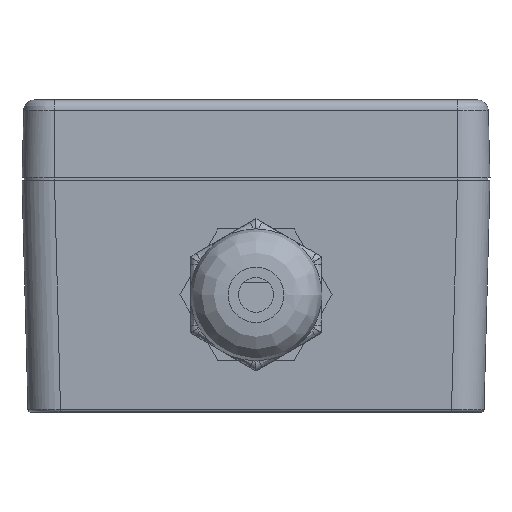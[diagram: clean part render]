
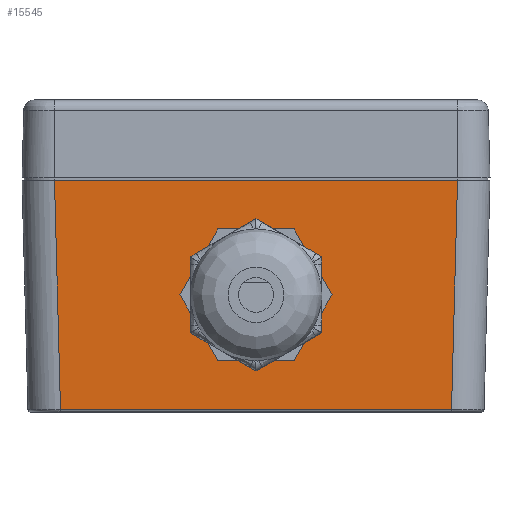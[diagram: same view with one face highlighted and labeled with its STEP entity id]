
A CAD part, front view. The second image highlights one B-rep face of the part: STEP entity #15545.
In plain terms, the highlighted face is planar.
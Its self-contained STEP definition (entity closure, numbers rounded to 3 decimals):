
#1313=LINE('',#27867,#2408);
#1340=LINE('',#28693,#2435);
#1341=LINE('',#28696,#2436);
#1342=LINE('',#28697,#2437);
#2408=VECTOR('',#18675,1000.);
#2435=VECTOR('',#18822,1000.);
#2436=VECTOR('',#18825,1000.);
#2437=VECTOR('',#18826,1000.);
#3313=PLANE('',#16701);
#4191=FACE_BOUND('',#5705,.T.);
#4624=FACE_OUTER_BOUND('',#5704,.T.);
#5704=EDGE_LOOP('',(#11855,#11856,#11857,#11858));
#5705=EDGE_LOOP('',(#11859));
#6462=ELLIPSE('',#16258,8.153,8.15);
#6620=VERTEX_POINT('',#21277);
#7115=VERTEX_POINT('',#27840);
#7117=VERTEX_POINT('',#27864);
#7165=VERTEX_POINT('',#28691);
#7166=VERTEX_POINT('',#28695);
#8113=EDGE_CURVE('',#6620,#6620,#6462,.T.);
#8801=EDGE_CURVE('',#7117,#7115,#1313,.T.);
#8894=EDGE_CURVE('',#7165,#7117,#1340,.T.);
#8895=EDGE_CURVE('',#7165,#7166,#1341,.T.);
#8896=EDGE_CURVE('',#7166,#7115,#1342,.T.);
#11855=ORIENTED_EDGE('',*,*,#8894,.F.);
#11856=ORIENTED_EDGE('',*,*,#8895,.T.);
#11857=ORIENTED_EDGE('',*,*,#8896,.T.);
#11858=ORIENTED_EDGE('',*,*,#8801,.F.);
#11859=ORIENTED_EDGE('',*,*,#8113,.T.);
#15545=ADVANCED_FACE('',(#4624,#4191),#3313,.T.);
#16258=AXIS2_PLACEMENT_3D('',#21278,#17569,#17570);
#16701=AXIS2_PLACEMENT_3D('',#28694,#18823,#18824);
#17569=DIRECTION('center_axis',(0.,1.,
-0.026));
#17570=DIRECTION('ref_axis',(0.,0.026,1.));
#18675=DIRECTION('',(1.,0.,0.));
#18822=DIRECTION('',(0.026,0.026,0.999));
#18823=DIRECTION('center_axis',(0.,-1.,
0.026));
#18824=DIRECTION('ref_axis',(0.,-0.026,-1.));
#18825=DIRECTION('',(1.,0.,0.));
#18826=DIRECTION('',(-0.026,0.026,0.999));
#21277=CARTESIAN_POINT('',(0.,-44.635,14.012));
#21278=CARTESIAN_POINT('Origin',(0.,-44.422,
22.162));
#27840=CARTESIAN_POINT('',(37.597,-43.845,44.203));
#27864=CARTESIAN_POINT('',(-37.597,-43.845,44.203));
#27867=CARTESIAN_POINT('',(45.063,-43.845,44.203));
#28691=CARTESIAN_POINT('',(-38.75,-44.997,0.192));
#28693=CARTESIAN_POINT('',(-38.82,-45.067,-2.471));
#28694=CARTESIAN_POINT('Origin',(45.063,-45.063,-2.308));
#28695=CARTESIAN_POINT('',(38.75,-44.997,0.192));
#28696=CARTESIAN_POINT('',(45.063,-44.997,0.192));
#28697=CARTESIAN_POINT('',(38.75,-44.997,0.192));
